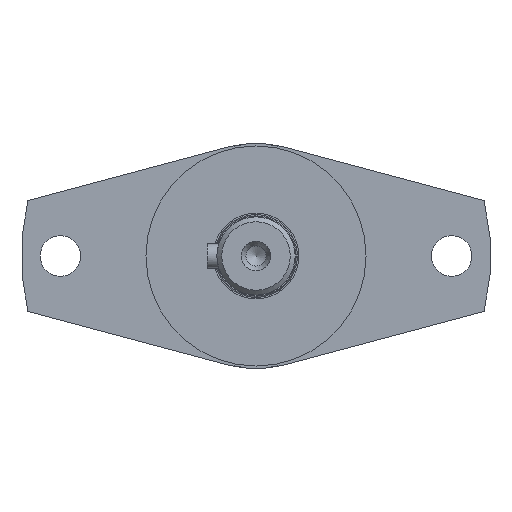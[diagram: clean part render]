
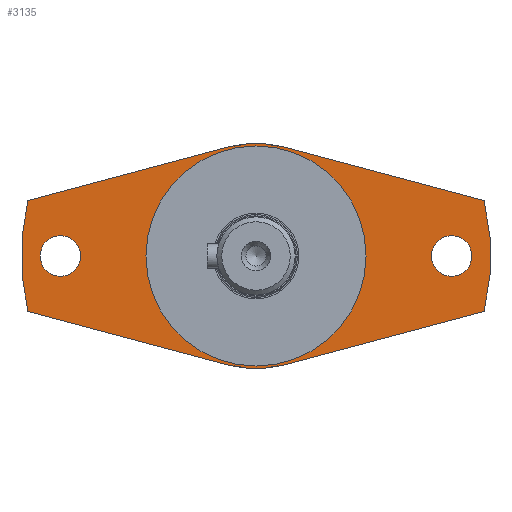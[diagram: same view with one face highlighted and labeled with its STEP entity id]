
A CAD part, left-side view. The second image highlights one B-rep face of the part: STEP entity #3135.
In plain terms, the highlighted planar face has unit normal (-1, 0, 0).
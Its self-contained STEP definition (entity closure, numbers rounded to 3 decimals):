
#251=FACE_BOUND('',#1125,.T.);
#252=FACE_BOUND('',#1126,.T.);
#253=FACE_BOUND('',#1127,.T.);
#488=LINE('',#5159,#753);
#489=LINE('',#5160,#754);
#490=LINE('',#5161,#755);
#491=LINE('',#5162,#756);
#753=VECTOR('',#4118,10.);
#754=VECTOR('',#4119,10.);
#755=VECTOR('',#4120,10.);
#756=VECTOR('',#4121,10.);
#943=FACE_OUTER_BOUND('',#1124,.T.);
#1124=EDGE_LOOP('',(#2683,#2684,#2685,#2686,#2687,#2688,#2689,#2690));
#1125=EDGE_LOOP('',(#2691));
#1126=EDGE_LOOP('',(#2692));
#1127=EDGE_LOOP('',(#2693,#2694));
#1247=CIRCLE('',#3381,23.);
#1249=CIRCLE('',#3383,23.);
#1254=CIRCLE('',#3390,48.);
#1255=CIRCLE('',#3392,22.5);
#1256=CIRCLE('',#3393,22.5);
#1258=CIRCLE('',#3396,48.);
#1261=CIRCLE('',#3401,4.15);
#1262=CIRCLE('',#3402,4.15);
#1520=VERTEX_POINT('',#5105);
#1521=VERTEX_POINT('',#5107);
#1524=VERTEX_POINT('',#5113);
#1525=VERTEX_POINT('',#5115);
#1531=VERTEX_POINT('',#5131);
#1532=VERTEX_POINT('',#5133);
#1533=VERTEX_POINT('',#5137);
#1534=VERTEX_POINT('',#5138);
#1535=VERTEX_POINT('',#5143);
#1538=VERTEX_POINT('',#5148);
#1541=VERTEX_POINT('',#5163);
#1542=VERTEX_POINT('',#5165);
#1914=EDGE_CURVE('',#1521,#1520,#1247,.T.);
#1918=EDGE_CURVE('',#1525,#1524,#1249,.T.);
#1927=EDGE_CURVE('',#1531,#1532,#1254,.T.);
#1929=EDGE_CURVE('',#1533,#1534,#1255,.T.);
#1930=EDGE_CURVE('',#1534,#1533,#1256,.T.);
#1935=EDGE_CURVE('',#1538,#1535,#1258,.T.);
#1940=EDGE_CURVE('',#1531,#1521,#488,.T.);
#1941=EDGE_CURVE('',#1520,#1535,#489,.T.);
#1942=EDGE_CURVE('',#1538,#1525,#490,.T.);
#1943=EDGE_CURVE('',#1524,#1532,#491,.T.);
#1944=EDGE_CURVE('',#1541,#1541,#1261,.T.);
#1945=EDGE_CURVE('',#1542,#1542,#1262,.T.);
#2683=ORIENTED_EDGE('',*,*,#1940,.T.);
#2684=ORIENTED_EDGE('',*,*,#1914,.T.);
#2685=ORIENTED_EDGE('',*,*,#1941,.T.);
#2686=ORIENTED_EDGE('',*,*,#1935,.F.);
#2687=ORIENTED_EDGE('',*,*,#1942,.T.);
#2688=ORIENTED_EDGE('',*,*,#1918,.T.);
#2689=ORIENTED_EDGE('',*,*,#1943,.T.);
#2690=ORIENTED_EDGE('',*,*,#1927,.F.);
#2691=ORIENTED_EDGE('',*,*,#1944,.T.);
#2692=ORIENTED_EDGE('',*,*,#1945,.T.);
#2693=ORIENTED_EDGE('',*,*,#1929,.T.);
#2694=ORIENTED_EDGE('',*,*,#1930,.T.);
#2993=PLANE('',#3400);
#3135=ADVANCED_FACE('',(#943,#251,#252,#253),#2993,.T.);
#3381=AXIS2_PLACEMENT_3D('',#5108,#4066,#4067);
#3383=AXIS2_PLACEMENT_3D('',#5116,#4072,#4073);
#3390=AXIS2_PLACEMENT_3D('',#5134,#4090,#4091);
#3392=AXIS2_PLACEMENT_3D('',#5139,#4095,#4096);
#3393=AXIS2_PLACEMENT_3D('',#5140,#4097,#4098);
#3396=AXIS2_PLACEMENT_3D('',#5150,#4106,#4107);
#3400=AXIS2_PLACEMENT_3D('',#5158,#4116,#4117);
#3401=AXIS2_PLACEMENT_3D('',#5164,#4122,#4123);
#3402=AXIS2_PLACEMENT_3D('',#5166,#4124,#4125);
#4066=DIRECTION('center_axis',(-1.,0.,0.));
#4067=DIRECTION('ref_axis',(0.,0.259,0.966));
#4072=DIRECTION('center_axis',(-1.,0.,0.));
#4073=DIRECTION('ref_axis',(0.,0.259,0.966));
#4090=DIRECTION('center_axis',(1.,0.,0.));
#4091=DIRECTION('ref_axis',(0.,-1.,0.));
#4095=DIRECTION('center_axis',(1.,0.,0.));
#4096=DIRECTION('ref_axis',(0.,-1.,0.));
#4097=DIRECTION('center_axis',(1.,0.,0.));
#4098=DIRECTION('ref_axis',(0.,-1.,0.));
#4106=DIRECTION('center_axis',(1.,0.,0.));
#4107=DIRECTION('ref_axis',(0.,-1.,0.));
#4116=DIRECTION('center_axis',(-1.,0.,0.));
#4117=DIRECTION('ref_axis',(0.,0.,
-1.));
#4118=DIRECTION('',(0.,0.966,0.259));
#4119=DIRECTION('',(0.,0.966,-0.259));
#4120=DIRECTION('',(0.,-0.966,-0.259));
#4121=DIRECTION('',(0.,-0.966,0.259));
#4122=DIRECTION('center_axis',(1.,0.,0.));
#4123=DIRECTION('ref_axis',(0.,0.,1.));
#4124=DIRECTION('center_axis',(1.,0.,0.));
#4125=DIRECTION('ref_axis',(0.,0.,1.));
#5105=CARTESIAN_POINT('',(-97.5,5.953,22.216));
#5107=CARTESIAN_POINT('',(-97.5,-5.953,22.216));
#5108=CARTESIAN_POINT('Origin',(-97.5,0.,0.));
#5113=CARTESIAN_POINT('',(-97.5,-5.953,-22.216));
#5115=CARTESIAN_POINT('',(-97.5,5.953,-22.216));
#5116=CARTESIAN_POINT('Origin',(-97.5,0.,0.));
#5131=CARTESIAN_POINT('',(-97.5,-46.648,11.312));
#5133=CARTESIAN_POINT('',(-97.5,-46.648,-11.312));
#5134=CARTESIAN_POINT('Origin',(-97.5,0.,0.));
#5137=CARTESIAN_POINT('',(-97.5,-22.5,0.));
#5138=CARTESIAN_POINT('',(-97.5,22.5,0.));
#5139=CARTESIAN_POINT('Origin',(-97.5,0.,0.));
#5140=CARTESIAN_POINT('Origin',(-97.5,0.,0.));
#5143=CARTESIAN_POINT('',(-97.5,46.648,11.312));
#5148=CARTESIAN_POINT('',(-97.5,46.648,-11.312));
#5150=CARTESIAN_POINT('Origin',(-97.5,0.,0.));
#5158=CARTESIAN_POINT('Origin',(-97.5,-35.25,0.));
#5159=CARTESIAN_POINT('',(-97.5,-45.921,11.507));
#5160=CARTESIAN_POINT('',(-97.5,-10.492,26.623));
#5161=CARTESIAN_POINT('',(-97.5,13.032,-20.319));
#5162=CARTESIAN_POINT('',(-97.5,-22.397,-17.81));
#5163=CARTESIAN_POINT('',(-97.5,40.,-4.15));
#5164=CARTESIAN_POINT('Origin',(-97.5,40.,0.));
#5165=CARTESIAN_POINT('',(-97.5,-40.,-4.15));
#5166=CARTESIAN_POINT('Origin',(-97.5,-40.,0.));
